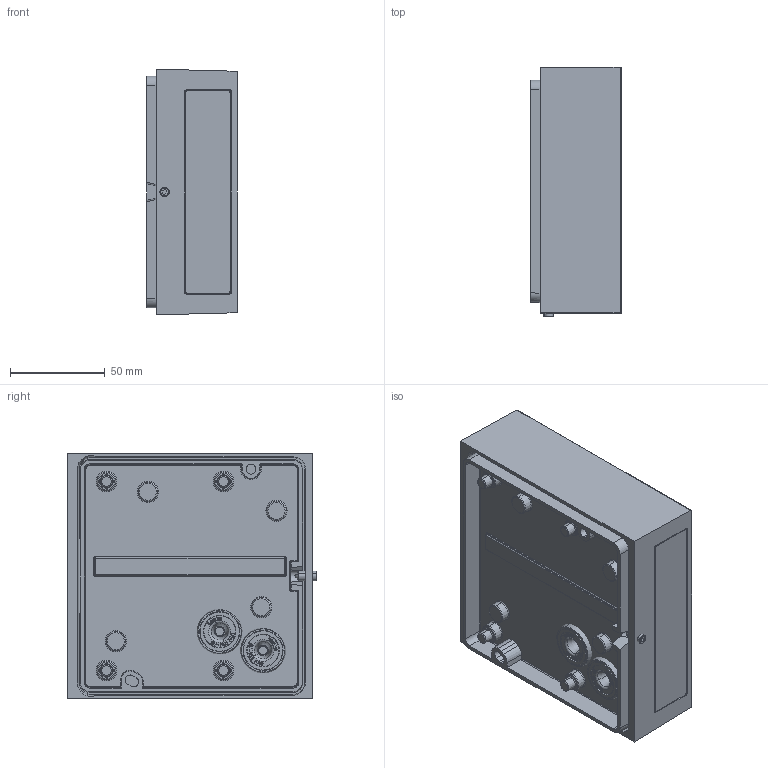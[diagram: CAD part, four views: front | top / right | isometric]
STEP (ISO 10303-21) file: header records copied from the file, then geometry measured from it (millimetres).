
FILE_DESCRIPTION (( 'STEP AP203' ), '1' );
FILE_NAME ('Nora.STEP', '2025-10-22T08:58:53', ( '' ), ( '' ), 'SwSTEP 2.0', 'SolidWorks 2024', '' );
FILE_SCHEMA (( 'CONFIG_CONTROL_DESIGN' ));
Length unit declared in the file: millimetre
Products named in the file (12): Nora; M176_Obudowa W5 kpl_rs_M176W31;W41_rs; M176W3;W4_Zaślepka kpl_rs; M94_ASKER_USZCZELKA W1 PRZEWODU_rs_w12; M176_Obudowa W5_rs_M176W3 Obr; M176_Szybka W4_rs_Zaślepka; M176_Podstawa W5_rs_M176W4_Obr; blaszka; M176W3;W4_Klejenie_rs_M176 W31;W41_rs; Wkr docisk b łba M5x_rs_M5 x 12; M176_Szybka W4_rs_W2; M176_Podstawa W5 kpl_rs_M176W81 (KGP - CC15W500-700CG Triac)_rs
Assembly tree (12 placements, depth 5):
  Nora
    M176_Podstawa W5 kpl_rs_M176W81 (KGP - CC15W500-700CG Triac)_rs
      M176_Podstawa W5_rs_M176W4_Obr
      M94_ASKER_USZCZELKA W1 PRZEWODU_rs_w12  x2
    M176_Obudowa W5 kpl_rs_M176W31;W41_rs
      M176W3;W4_Klejenie_rs_M176 W31;W41_rs
        M176_Obudowa W5_rs_M176W3 Obr
        M176_Szybka W4_rs_W2
        M176W3;W4_Zaślepka kpl_rs
          M176_Szybka W4_rs_Zaślepka
          blaszka
      Wkr docisk b łba M5x_rs_M5 x 12
Bounding box: 48 x 132 x 130 mm (x, y, z)
Volume: 282979.8 mm3; surface area: 144527.8 mm2
Topology: 11 solids, 11 shells, 1716 faces, 4213 edges, 2610 vertices
Faces by surface type: plane 626, cylinder 497, bspline 243, torus 170, cone 159, sphere 21
Entity records: 48782 total; most frequent: CARTESIAN_POINT 16004, ORIENTED_EDGE 6950, DIRECTION 6111, EDGE_CURVE 3475, AXIS2_PLACEMENT_3D 2157, VERTEX_POINT 2140, VECTOR 1797, LINE 1797
